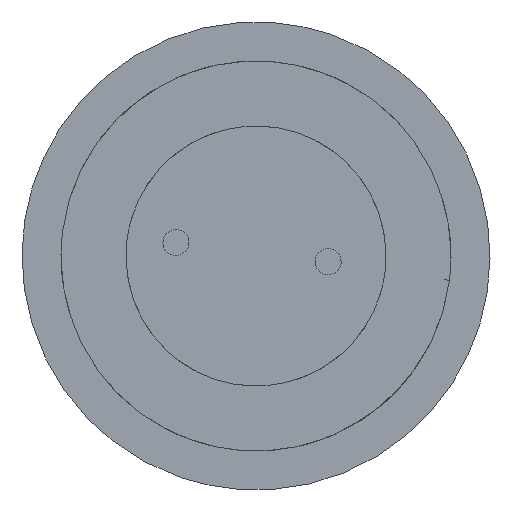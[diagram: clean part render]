
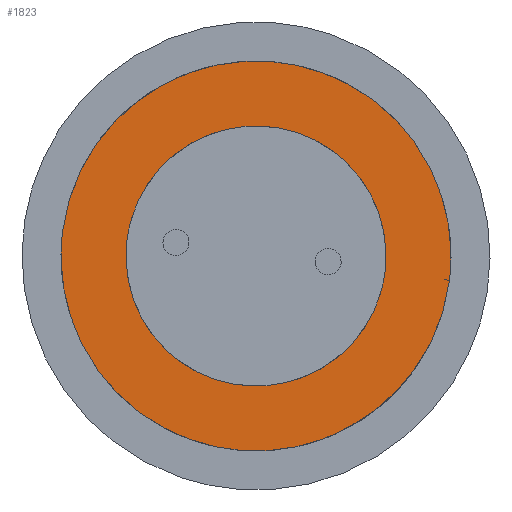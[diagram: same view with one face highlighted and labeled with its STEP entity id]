
A CAD part, front view. The second image highlights one B-rep face of the part: STEP entity #1823.
In plain terms, the highlighted free-form (B-spline) face has degree [1, 1] with [2, 2] control points.
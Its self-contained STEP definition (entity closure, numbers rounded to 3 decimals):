
#252 = VERTEX_POINT('',#253);
#253 = CARTESIAN_POINT('',(7.364,-2.536,8.919
    ));
#271 = VERTEX_POINT('',#272);
#272 = CARTESIAN_POINT('',(1.752,-2.536,9.626
    ));
#277 = EDGE_CURVE('',#271,#252,#278,.T.);
#278 = ( BOUNDED_CURVE() B_SPLINE_CURVE(2,(#279,#280,#281,#282,#283),
.UNSPECIFIED.,.F.,.F.) B_SPLINE_CURVE_WITH_KNOTS((3,2,3),(3.142,
4.712,6.283),.PIECEWISE_BEZIER_KNOTS.) CURVE() 
GEOMETRIC_REPRESENTATION_ITEM() RATIONAL_B_SPLINE_CURVE((1.,
0.707,1.,0.707,1.)) REPRESENTATION_ITEM('') );
#279 = CARTESIAN_POINT('',(1.752,-2.536,9.626
    ));
#280 = CARTESIAN_POINT('',(2.106,-2.536,
    12.431));
#281 = CARTESIAN_POINT('',(4.911,-2.536,
    12.078));
#282 = CARTESIAN_POINT('',(7.717,-2.536,
    11.724));
#283 = CARTESIAN_POINT('',(7.364,-2.536,8.919
    ));
#1759 = VERTEX_POINT('',#1760);
#1760 = CARTESIAN_POINT('',(0.349,-2.536,
    9.802));
#1765 = EDGE_CURVE('',#1759,#1766,#1768,.T.);
#1766 = VERTEX_POINT('',#1767);
#1767 = CARTESIAN_POINT('',(8.766,-2.536,
    8.742));
#1768 = ( BOUNDED_CURVE() B_SPLINE_CURVE(2,(#1769,#1770,#1771,#1772,
#1773),.UNSPECIFIED.,.F.,.F.) B_SPLINE_CURVE_WITH_KNOTS((3,2,3),(
    3.142,4.712,6.283),
.PIECEWISE_BEZIER_KNOTS.) CURVE() GEOMETRIC_REPRESENTATION_ITEM() 
RATIONAL_B_SPLINE_CURVE((1.,0.707,1.,0.707,1.)) 
REPRESENTATION_ITEM('') );
#1769 = CARTESIAN_POINT('',(0.349,-2.536,
    9.802));
#1770 = CARTESIAN_POINT('',(0.88,-2.536,
    14.011));
#1771 = CARTESIAN_POINT('',(5.088,-2.536,
    13.481));
#1772 = CARTESIAN_POINT('',(9.297,-2.536,
    12.95));
#1773 = CARTESIAN_POINT('',(8.766,-2.536,
    8.742));
#1805 = EDGE_CURVE('',#1766,#1759,#1806,.T.);
#1806 = ( BOUNDED_CURVE() B_SPLINE_CURVE(2,(#1807,#1808,#1809,#1810,
#1811),.UNSPECIFIED.,.F.,.F.) B_SPLINE_CURVE_WITH_KNOTS((3,2,3),(0.,
1.571,3.142),.PIECEWISE_BEZIER_KNOTS.) CURVE() 
GEOMETRIC_REPRESENTATION_ITEM() RATIONAL_B_SPLINE_CURVE((1.,
0.707,1.,0.707,1.)) REPRESENTATION_ITEM('') );
#1807 = CARTESIAN_POINT('',(8.766,-2.536,
    8.742));
#1808 = CARTESIAN_POINT('',(8.236,-2.536,
    4.533));
#1809 = CARTESIAN_POINT('',(4.028,-2.536,
    5.063));
#1810 = CARTESIAN_POINT('',(-0.181,-2.536,5.594
    ));
#1811 = CARTESIAN_POINT('',(0.349,-2.536,
    9.802));
#1823 = ADVANCED_FACE('',(#1824,#1835),#1839,.F.);
#1824 = FACE_BOUND('',#1825,.T.);
#1825 = EDGE_LOOP('',(#1826,#1834));
#1826 = ORIENTED_EDGE('',*,*,#1827,.T.);
#1827 = EDGE_CURVE('',#252,#271,#1828,.T.);
#1828 = ( BOUNDED_CURVE() B_SPLINE_CURVE(2,(#1829,#1830,#1831,#1832,
#1833),.UNSPECIFIED.,.F.,.F.) B_SPLINE_CURVE_WITH_KNOTS((3,2,3),(0.,
1.571,3.142),.PIECEWISE_BEZIER_KNOTS.) CURVE() 
GEOMETRIC_REPRESENTATION_ITEM() RATIONAL_B_SPLINE_CURVE((1.,
0.707,1.,0.707,1.)) REPRESENTATION_ITEM('') );
#1829 = CARTESIAN_POINT('',(7.364,-2.536,
    8.919));
#1830 = CARTESIAN_POINT('',(7.01,-2.536,6.113
    ));
#1831 = CARTESIAN_POINT('',(4.204,-2.536,
    6.466));
#1832 = CARTESIAN_POINT('',(1.399,-2.536,
    6.82));
#1833 = CARTESIAN_POINT('',(1.752,-2.536,
    9.626));
#1834 = ORIENTED_EDGE('',*,*,#277,.T.);
#1835 = FACE_BOUND('',#1836,.T.);
#1836 = EDGE_LOOP('',(#1837,#1838));
#1837 = ORIENTED_EDGE('',*,*,#1805,.F.);
#1838 = ORIENTED_EDGE('',*,*,#1765,.F.);
#1839 = B_SPLINE_SURFACE_WITH_KNOTS('',1,1,(
    (#1840,#1841)
    ,(#1842,#1843
    )),.UNSPECIFIED.,.F.,.F.,.F.,(2,2),(2,2),(-3.75,3.75),(-3.75,3.75),
  .PIECEWISE_BEZIER_KNOTS.);
#1840 = CARTESIAN_POINT('',(0.88,-2.536,
    14.011));
#1841 = CARTESIAN_POINT('',(-0.181,-2.536,5.594
    ));
#1842 = CARTESIAN_POINT('',(9.297,-2.536,
    12.95));
#1843 = CARTESIAN_POINT('',(8.236,-2.536,
    4.533));
